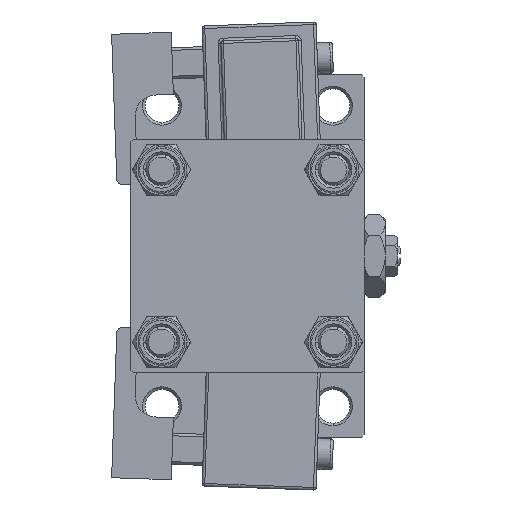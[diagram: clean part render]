
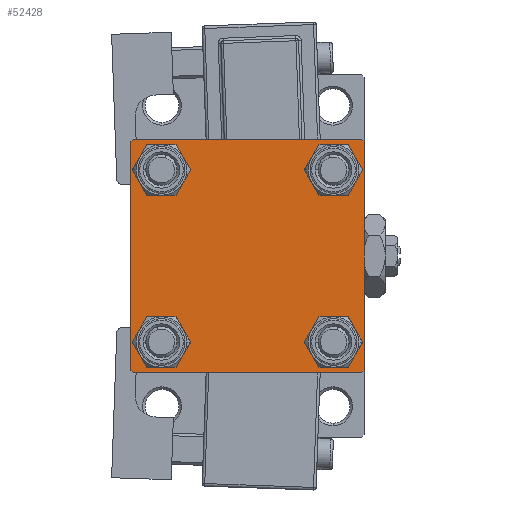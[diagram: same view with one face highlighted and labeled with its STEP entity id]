
A CAD part, left-side view. The second image highlights one B-rep face of the part: STEP entity #52428.
In plain terms, the highlighted planar face has unit normal (-1, 0, 0).
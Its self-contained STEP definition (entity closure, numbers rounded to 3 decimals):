
#200 = ORIENTED_EDGE ( 'NONE', *, *, #5273, .T. ) ;
#241 = FACE_BOUND ( 'NONE', #4664, .T. ) ;
#1464 = VECTOR ( 'NONE', #8305, 1000. ) ;
#1468 = VERTEX_POINT ( 'NONE', #18497 ) ;
#1697 = EDGE_CURVE ( 'NONE', #1468, #11070, #14312, .T. ) ;
#1750 = EDGE_LOOP ( 'NONE', ( #7509, #16562 ) ) ;
#1816 = DIRECTION ( 'NONE',  ( 0., 0., 1. ) ) ;
#2034 = DIRECTION ( 'NONE',  ( 1., 0., 0. ) ) ;
#2678 = ORIENTED_EDGE ( 'NONE', *, *, #1697, .F. ) ;
#3249 = DIRECTION ( 'NONE',  ( 0., 0., 1. ) ) ;
#3348 = CIRCLE ( 'NONE', #16536, 3.5 ) ;
#3555 = EDGE_CURVE ( 'NONE', #44717, #11070, #34186, .T. ) ;
#3887 = AXIS2_PLACEMENT_3D ( 'NONE', #18583, #10879, #1816 ) ;
#3892 = CARTESIAN_POINT ( 'NONE',  ( 0., -22.25, 22.25 ) ) ;
#4188 = VERTEX_POINT ( 'NONE', #53112 ) ;
#4542 = AXIS2_PLACEMENT_3D ( 'NONE', #15912, #15098, #11240 ) ;
#4664 = EDGE_LOOP ( 'NONE', ( #32765, #19853 ) ) ;
#4686 = DIRECTION ( 'NONE',  ( 1., 0., 0. ) ) ;
#4727 = CIRCLE ( 'NONE', #36276, 3.5 ) ;
#5273 = EDGE_CURVE ( 'NONE', #53359, #36440, #46871, .T. ) ;
#5304 = DIRECTION ( 'NONE',  ( 0., -0.707, -0.707 ) ) ;
#5486 = DIRECTION ( 'NONE',  ( 0., 0., 1. ) ) ;
#5683 = DIRECTION ( 'NONE',  ( 1., 0., 0. ) ) ;
#5898 = AXIS2_PLACEMENT_3D ( 'NONE', #13211, #4686, #9631 ) ;
#6299 = CIRCLE ( 'NONE', #4542, 3.5 ) ;
#6834 = CARTESIAN_POINT ( 'NONE',  ( 0., 22.5, -22.5 ) ) ;
#7509 = ORIENTED_EDGE ( 'NONE', *, *, #28768, .T. ) ;
#7677 = DIRECTION ( 'NONE',  ( 0., 0., 1. ) ) ;
#8114 = CARTESIAN_POINT ( 'NONE',  ( 0., -22.25, -22.25 ) ) ;
#8305 = DIRECTION ( 'NONE',  ( 0., 0., -1. ) ) ;
#8897 = CARTESIAN_POINT ( 'NONE',  ( 0., 16.6, 13.1 ) ) ;
#9113 = VERTEX_POINT ( 'NONE', #8897 ) ;
#9631 = DIRECTION ( 'NONE',  ( 0., 0., 1. ) ) ;
#10550 = EDGE_CURVE ( 'NONE', #36440, #15653, #28362, .T. ) ;
#10686 = DIRECTION ( 'NONE',  ( 0., -1., 0. ) ) ;
#10861 = EDGE_LOOP ( 'NONE', ( #42277, #18453 ) ) ;
#10879 = DIRECTION ( 'NONE',  ( 1., 0., 0. ) ) ;
#11070 = VERTEX_POINT ( 'NONE', #44607 ) ;
#11240 = DIRECTION ( 'NONE',  ( 0., 0., 1. ) ) ;
#11552 = VERTEX_POINT ( 'NONE', #33302 ) ;
#11808 = ORIENTED_EDGE ( 'NONE', *, *, #13674, .T. ) ;
#12514 = CARTESIAN_POINT ( 'NONE',  ( 0., -16.6, 13.1 ) ) ;
#12897 = DIRECTION ( 'NONE',  ( 0., 0.707, -0.707 ) ) ;
#13211 = CARTESIAN_POINT ( 'NONE',  ( 0., 16.6, -16.6 ) ) ;
#13517 = EDGE_CURVE ( 'NONE', #38816, #45240, #3348, .T. ) ;
#13674 = EDGE_CURVE ( 'NONE', #1468, #46757, #51039, .T. ) ;
#13749 = DIRECTION ( 'NONE',  ( 1., 0., 0. ) ) ;
#14312 = LINE ( 'NONE', #27217, #17066 ) ;
#15098 = DIRECTION ( 'NONE',  ( 1., 0., 0. ) ) ;
#15409 = VECTOR ( 'NONE', #12897, 1000. ) ;
#15466 = CARTESIAN_POINT ( 'NONE',  ( 0., -16.6, -16.6 ) ) ;
#15546 = ORIENTED_EDGE ( 'NONE', *, *, #3555, .T. ) ;
#15653 = VERTEX_POINT ( 'NONE', #42730 ) ;
#15685 = AXIS2_PLACEMENT_3D ( 'NONE', #46329, #29087, #7677 ) ;
#15747 = DIRECTION ( 'NONE',  ( 1., 0., 0. ) ) ;
#15899 = DIRECTION ( 'NONE',  ( 1., 0., 0. ) ) ;
#15912 = CARTESIAN_POINT ( 'NONE',  ( 0., 16.6, -16.6 ) ) ;
#16142 = CIRCLE ( 'NONE', #37169, 3.5 ) ;
#16536 = AXIS2_PLACEMENT_3D ( 'NONE', #15466, #15747, #19315 ) ;
#16562 = ORIENTED_EDGE ( 'NONE', *, *, #50762, .T. ) ;
#16739 = FACE_OUTER_BOUND ( 'NONE', #26598, .T. ) ;
#17011 = FACE_BOUND ( 'NONE', #1750, .T. ) ;
#17066 = VECTOR ( 'NONE', #43913, 1000. ) ;
#17090 = VERTEX_POINT ( 'NONE', #12514 ) ;
#17168 = VECTOR ( 'NONE', #10686, 1000. ) ;
#17339 = CIRCLE ( 'NONE', #5898, 3.5 ) ;
#18453 = ORIENTED_EDGE ( 'NONE', *, *, #51215, .T. ) ;
#18497 = CARTESIAN_POINT ( 'NONE',  ( 0., -22.5, 22. ) ) ;
#18583 = CARTESIAN_POINT ( 'NONE',  ( 0., -16.6, 16.6 ) ) ;
#18760 = DIRECTION ( 'NONE',  ( 0., -1., 0. ) ) ;
#18794 = DIRECTION ( 'NONE',  ( 0., 0., 1. ) ) ;
#19065 = EDGE_CURVE ( 'NONE', #53359, #46757, #48605, .T. ) ;
#19087 = CIRCLE ( 'NONE', #21720, 3.5 ) ;
#19296 = CARTESIAN_POINT ( 'NONE',  ( 0., -22., 22.5 ) ) ;
#19315 = DIRECTION ( 'NONE',  ( 0., 0., 1. ) ) ;
#19853 = ORIENTED_EDGE ( 'NONE', *, *, #27127, .T. ) ;
#21720 = AXIS2_PLACEMENT_3D ( 'NONE', #43269, #5683, #43817 ) ;
#22654 = CARTESIAN_POINT ( 'NONE',  ( 0., -16.6, -20.1 ) ) ;
#22924 = CARTESIAN_POINT ( 'NONE',  ( 0., 16.6, 16.6 ) ) ;
#23060 = CARTESIAN_POINT ( 'NONE',  ( 0., -16.6, 20.1 ) ) ;
#23168 = ORIENTED_EDGE ( 'NONE', *, *, #24782, .T. ) ;
#24435 = EDGE_CURVE ( 'NONE', #4188, #26869, #6299, .T. ) ;
#24782 = EDGE_CURVE ( 'NONE', #15653, #11552, #30278, .T. ) ;
#24866 = DIRECTION ( 'NONE',  ( 0., -0.707, 0.707 ) ) ;
#25078 = ORIENTED_EDGE ( 'NONE', *, *, #27807, .T. ) ;
#25539 = CARTESIAN_POINT ( 'NONE',  ( 0., 22.25, 22.25 ) ) ;
#26598 = EDGE_LOOP ( 'NONE', ( #44105, #23168, #28432, #15546, #2678, #11808, #29658, #200 ) ) ;
#26612 = AXIS2_PLACEMENT_3D ( 'NONE', #45749, #15899, #3249 ) ;
#26869 = VERTEX_POINT ( 'NONE', #41818 ) ;
#27127 = EDGE_CURVE ( 'NONE', #45240, #38816, #47593, .T. ) ;
#27217 = CARTESIAN_POINT ( 'NONE',  ( 0., -22.5, 22.5 ) ) ;
#27397 = VECTOR ( 'NONE', #5304, 1000. ) ;
#27437 = LINE ( 'NONE', #6834, #17168 ) ;
#27589 = CIRCLE ( 'NONE', #3887, 3.5 ) ;
#27807 = EDGE_CURVE ( 'NONE', #28866, #17090, #4727, .T. ) ;
#27944 = VECTOR ( 'NONE', #46677, 1000. ) ;
#28362 = LINE ( 'NONE', #36860, #1464 ) ;
#28432 = ORIENTED_EDGE ( 'NONE', *, *, #34824, .T. ) ;
#28768 = EDGE_CURVE ( 'NONE', #32551, #9113, #16142, .T. ) ;
#28866 = VERTEX_POINT ( 'NONE', #23060 ) ;
#29087 = DIRECTION ( 'NONE',  ( -1., 0., 0. ) ) ;
#29207 = CARTESIAN_POINT ( 'NONE',  ( 0., 22.25, -22.25 ) ) ;
#29466 = CARTESIAN_POINT ( 'NONE',  ( 0., 22., 22.5 ) ) ;
#29658 = ORIENTED_EDGE ( 'NONE', *, *, #19065, .F. ) ;
#30278 = LINE ( 'NONE', #29207, #27397 ) ;
#31941 = CARTESIAN_POINT ( 'NONE',  ( 0., 16.6, 20.1 ) ) ;
#32076 = EDGE_CURVE ( 'NONE', #17090, #28866, #27589, .T. ) ;
#32551 = VERTEX_POINT ( 'NONE', #31941 ) ;
#32765 = ORIENTED_EDGE ( 'NONE', *, *, #13517, .T. ) ;
#33302 = CARTESIAN_POINT ( 'NONE',  ( 0., 22., -22.5 ) ) ;
#34186 = LINE ( 'NONE', #8114, #53872 ) ;
#34824 = EDGE_CURVE ( 'NONE', #11552, #44717, #27437, .T. ) ;
#34966 = CARTESIAN_POINT ( 'NONE',  ( 0., 22.5, 22.5 ) ) ;
#36276 = AXIS2_PLACEMENT_3D ( 'NONE', #46907, #13749, #5486 ) ;
#36440 = VERTEX_POINT ( 'NONE', #37486 ) ;
#36860 = CARTESIAN_POINT ( 'NONE',  ( 0., 22.5, 22.5 ) ) ;
#37169 = AXIS2_PLACEMENT_3D ( 'NONE', #22924, #2034, #18794 ) ;
#37336 = EDGE_LOOP ( 'NONE', ( #25078, #49896 ) ) ;
#37486 = CARTESIAN_POINT ( 'NONE',  ( 0., 22.5, 22. ) ) ;
#38816 = VERTEX_POINT ( 'NONE', #42655 ) ;
#41143 = VECTOR ( 'NONE', #18760, 1000. ) ;
#41818 = CARTESIAN_POINT ( 'NONE',  ( 0., 16.6, -20.1 ) ) ;
#42277 = ORIENTED_EDGE ( 'NONE', *, *, #24435, .T. ) ;
#42655 = CARTESIAN_POINT ( 'NONE',  ( 0., -16.6, -13.1 ) ) ;
#42730 = CARTESIAN_POINT ( 'NONE',  ( 0., 22.5, -22. ) ) ;
#43269 = CARTESIAN_POINT ( 'NONE',  ( 0., 16.6, 16.6 ) ) ;
#43817 = DIRECTION ( 'NONE',  ( 0., 0., 1. ) ) ;
#43913 = DIRECTION ( 'NONE',  ( 0., 0., -1. ) ) ;
#44105 = ORIENTED_EDGE ( 'NONE', *, *, #10550, .T. ) ;
#44485 = CARTESIAN_POINT ( 'NONE',  ( 0., -22., -22.5 ) ) ;
#44607 = CARTESIAN_POINT ( 'NONE',  ( 0., -22.5, -22. ) ) ;
#44717 = VERTEX_POINT ( 'NONE', #44485 ) ;
#45240 = VERTEX_POINT ( 'NONE', #22654 ) ;
#45247 = PLANE ( 'NONE',  #15685 ) ;
#45749 = CARTESIAN_POINT ( 'NONE',  ( 0., -16.6, -16.6 ) ) ;
#46329 = CARTESIAN_POINT ( 'NONE',  ( 0., 0., 0. ) ) ;
#46677 = DIRECTION ( 'NONE',  ( 0., 0.707, 0.707 ) ) ;
#46757 = VERTEX_POINT ( 'NONE', #19296 ) ;
#46871 = LINE ( 'NONE', #25539, #15409 ) ;
#46907 = CARTESIAN_POINT ( 'NONE',  ( 0., -16.6, 16.6 ) ) ;
#47593 = CIRCLE ( 'NONE', #26612, 3.5 ) ;
#48605 = LINE ( 'NONE', #34966, #41143 ) ;
#49880 = FACE_BOUND ( 'NONE', #37336, .T. ) ;
#49896 = ORIENTED_EDGE ( 'NONE', *, *, #32076, .T. ) ;
#50762 = EDGE_CURVE ( 'NONE', #9113, #32551, #19087, .T. ) ;
#51039 = LINE ( 'NONE', #3892, #27944 ) ;
#51215 = EDGE_CURVE ( 'NONE', #26869, #4188, #17339, .T. ) ;
#52428 = ADVANCED_FACE ( 'NONE', ( #49880, #241, #54246, #17011, #16739 ), #45247, .T. ) ;
#53112 = CARTESIAN_POINT ( 'NONE',  ( 0., 16.6, -13.1 ) ) ;
#53359 = VERTEX_POINT ( 'NONE', #29466 ) ;
#53872 = VECTOR ( 'NONE', #24866, 1000. ) ;
#54246 = FACE_BOUND ( 'NONE', #10861, .T. ) ;
